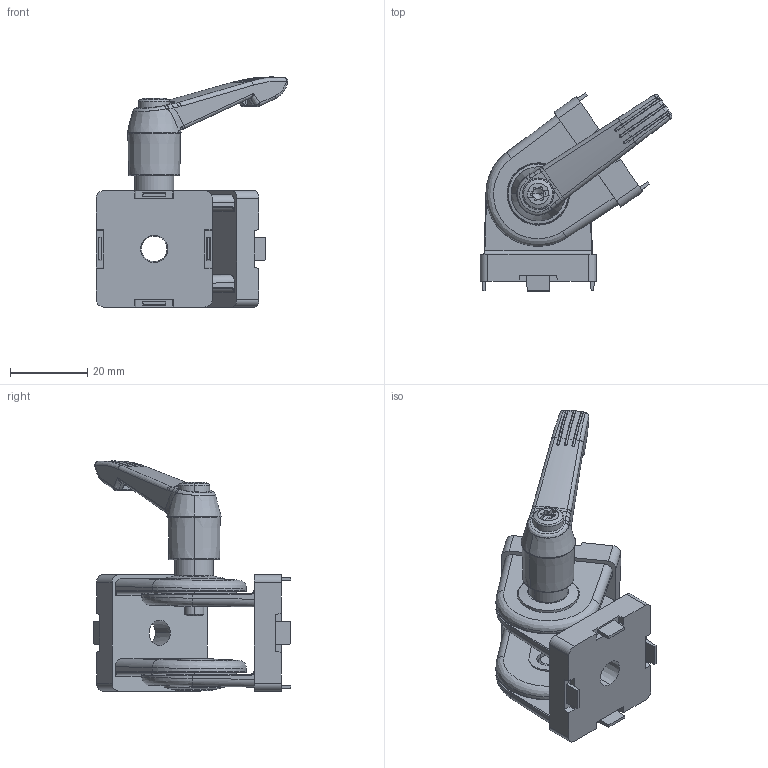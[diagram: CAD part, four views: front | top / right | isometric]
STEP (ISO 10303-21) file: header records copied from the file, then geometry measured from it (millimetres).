
FILE_DESCRIPTION (( 'STEP AP203' ), '1' );
FILE_NAME ('264500600_c_1.STEP', '2023-03-01T04:00:23', ( '' ), ( '' ), 'SwSTEP 2.0', 'SolidWorks 2014', '' );
FILE_SCHEMA (( 'CONFIG_CONTROL_DESIGN' ));
Length unit declared in the file: millimetre
Products named in the file (1): 264500600_c_1
Bounding box: 49.51 x 51.1 x 59.39 mm (x, y, z)
Volume: 24693.9 mm3; surface area: 17866.3 mm2
Topology: 9 solids, 10 shells, 574 faces, 1407 edges, 868 vertices
Faces by surface type: plane 194, bspline 187, cylinder 138, cone 55
Entity records: 22727 total; most frequent: CARTESIAN_POINT 10486, ORIENTED_EDGE 2782, DIRECTION 2184, EDGE_CURVE 1391, VERTEX_POINT 868, AXIS2_PLACEMENT_3D 815, EDGE_LOOP 627, ADVANCED_FACE 574
